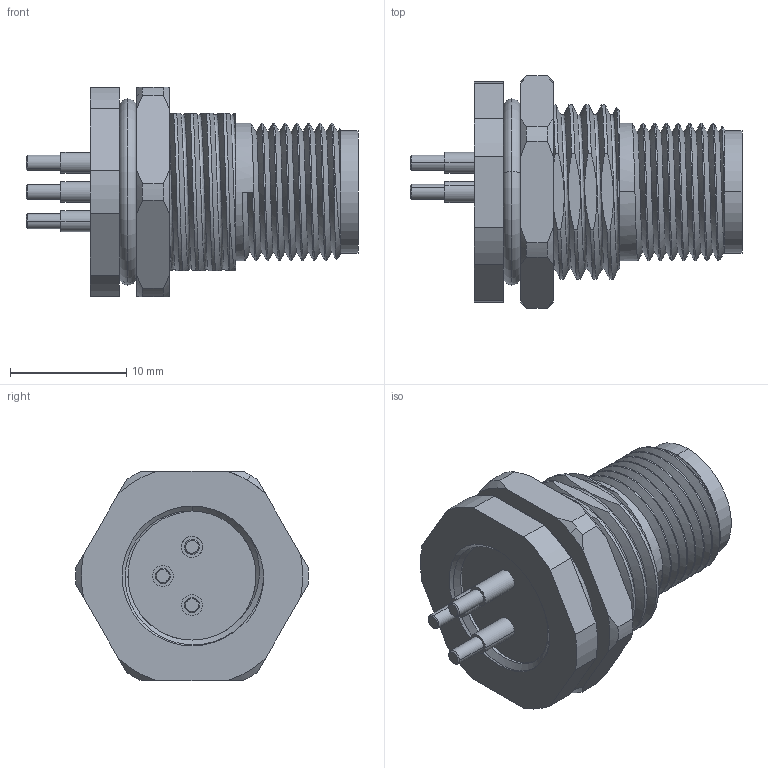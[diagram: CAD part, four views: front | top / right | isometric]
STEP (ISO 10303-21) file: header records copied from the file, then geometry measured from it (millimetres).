
FILE_DESCRIPTION (( 'STEP AP203' ), '1' );
FILE_NAME ('54-00441.STEP', '2025-03-13T17:19:06', ( '' ), ( '' ), 'SwSTEP 2.0', 'SolidWorks 2021', '' );
FILE_SCHEMA (( 'CONFIG_CONTROL_DESIGN' ));
Length unit declared in the file: millimetre
Products named in the file (7): 54-00441-02; 54-00441-04___; 54-00441-03L___; 54-00441-03___; 54-00441-05___; 54-00441; 54-00441-01___
Assembly tree (7 placements, depth 2):
  54-00441
    54-00441-01___
    54-00441-02
    54-00441-03___  x2
    54-00441-04___
    54-00441-05___
    54-00441-03L___
Bounding box: 28.5 x 19.99 x 18 mm (x, y, z)
Volume: 3142.8 mm3; surface area: 5816.2 mm2
Topology: 8 solids, 8 shells, 305 faces, 757 edges, 488 vertices
Faces by surface type: cylinder 140, plane 81, cone 47, torus 22, bspline 9, sphere 6
Entity records: 12816 total; most frequent: CARTESIAN_POINT 5666, ORIENTED_EDGE 1382, DIRECTION 1316, EDGE_CURVE 691, AXIS2_PLACEMENT_3D 534, VERTEX_POINT 451, EDGE_LOOP 314, ADVANCED_FACE 275
